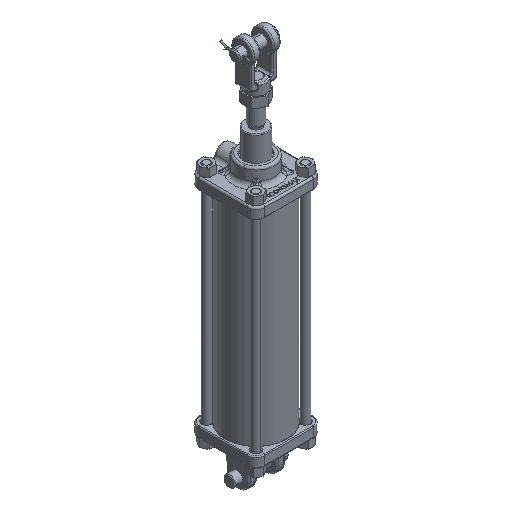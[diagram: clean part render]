
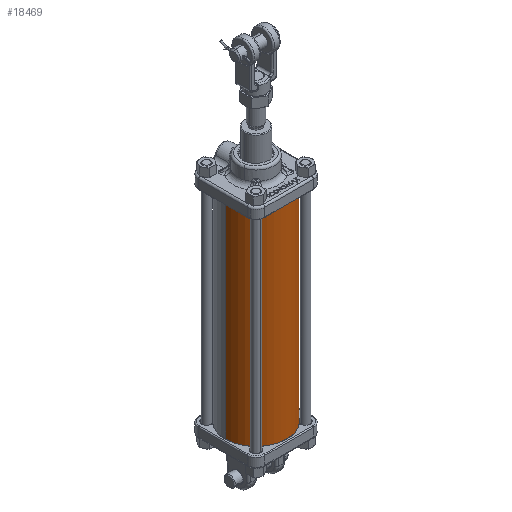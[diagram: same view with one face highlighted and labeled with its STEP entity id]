
A CAD part, isometric view. The second image highlights one B-rep face of the part: STEP entity #18469.
In plain terms, the highlighted cylindrical face has radius 34.925 mm (diameter 69.85 mm), a partial arc.
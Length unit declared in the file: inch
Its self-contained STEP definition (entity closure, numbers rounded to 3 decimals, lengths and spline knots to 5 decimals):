
#808 = LINE ( 'NONE', #13474, #31653 ) ;
#1518 = DIRECTION ( 'NONE',  ( 0., 0., -1. ) ) ;
#5083 = VERTEX_POINT ( 'NONE', #6116 ) ;
#5618 = DIRECTION ( 'NONE',  ( 0., 0., -1. ) ) ;
#6116 = CARTESIAN_POINT ( 'NONE',  ( 1.375, 0., 0. ) ) ;
#7670 = DIRECTION ( 'NONE',  ( -1., 0., 0. ) ) ;
#13474 = CARTESIAN_POINT ( 'NONE',  ( -1.375, 0., 9.5 ) ) ;
#14383 = ORIENTED_EDGE ( 'NONE', *, *, #24816, .T. ) ;
#17466 = AXIS2_PLACEMENT_3D ( 'NONE', #52031, #57750, #57440 ) ;
#18058 = EDGE_CURVE ( 'NONE', #50467, #5083, #32501, .T. ) ;
#18469 = ADVANCED_FACE ( 'NONE', ( #40420 ), #53938, .T. ) ;
#19461 = EDGE_LOOP ( 'NONE', ( #36439, #58390, #55638, #14383 ) ) ;
#21178 = DIRECTION ( 'NONE',  ( 0., 0., -1. ) ) ;
#22509 = AXIS2_PLACEMENT_3D ( 'NONE', #57570, #21178, #7670 ) ;
#24816 = EDGE_CURVE ( 'NONE', #37759, #5083, #53944, .T. ) ;
#26435 = DIRECTION ( 'NONE',  ( 1., 0., 0. ) ) ;
#29020 = VERTEX_POINT ( 'NONE', #44992 ) ;
#29609 = AXIS2_PLACEMENT_3D ( 'NONE', #50452, #36056, #26435 ) ;
#31653 = VECTOR ( 'NONE', #5618, 39.37008 ) ;
#32501 = LINE ( 'NONE', #51407, #37017 ) ;
#35907 = EDGE_CURVE ( 'NONE', #29020, #37759, #808, .T. ) ;
#36056 = DIRECTION ( 'NONE',  ( 0., 0., 1. ) ) ;
#36439 = ORIENTED_EDGE ( 'NONE', *, *, #18058, .F. ) ;
#37017 = VECTOR ( 'NONE', #1518, 39.37008 ) ;
#37759 = VERTEX_POINT ( 'NONE', #52322 ) ;
#40420 = FACE_OUTER_BOUND ( 'NONE', #19461, .T. ) ;
#44992 = CARTESIAN_POINT ( 'NONE',  ( -1.375, 0., 9.5 ) ) ;
#50452 = CARTESIAN_POINT ( 'NONE',  ( 0., 0., 9.5 ) ) ;
#50467 = VERTEX_POINT ( 'NONE', #51837 ) ;
#50723 = CIRCLE ( 'NONE', #29609, 1.375 ) ;
#51407 = CARTESIAN_POINT ( 'NONE',  ( 1.375, 0., 9.5 ) ) ;
#51837 = CARTESIAN_POINT ( 'NONE',  ( 1.375, 0., 9.5 ) ) ;
#52031 = CARTESIAN_POINT ( 'NONE',  ( 0., 0., 0. ) ) ;
#52322 = CARTESIAN_POINT ( 'NONE',  ( -1.375, 0., 0. ) ) ;
#53938 = CYLINDRICAL_SURFACE ( 'NONE', #22509, 1.375 ) ;
#53944 = CIRCLE ( 'NONE', #17466, 1.375 ) ;
#55638 = ORIENTED_EDGE ( 'NONE', *, *, #35907, .T. ) ;
#56232 = EDGE_CURVE ( 'NONE', #29020, #50467, #50723, .T. ) ;
#57440 = DIRECTION ( 'NONE',  ( 1., 0., 0. ) ) ;
#57570 = CARTESIAN_POINT ( 'NONE',  ( 0., 0., 9.5 ) ) ;
#57750 = DIRECTION ( 'NONE',  ( 0., 0., 1. ) ) ;
#58390 = ORIENTED_EDGE ( 'NONE', *, *, #56232, .F. ) ;
